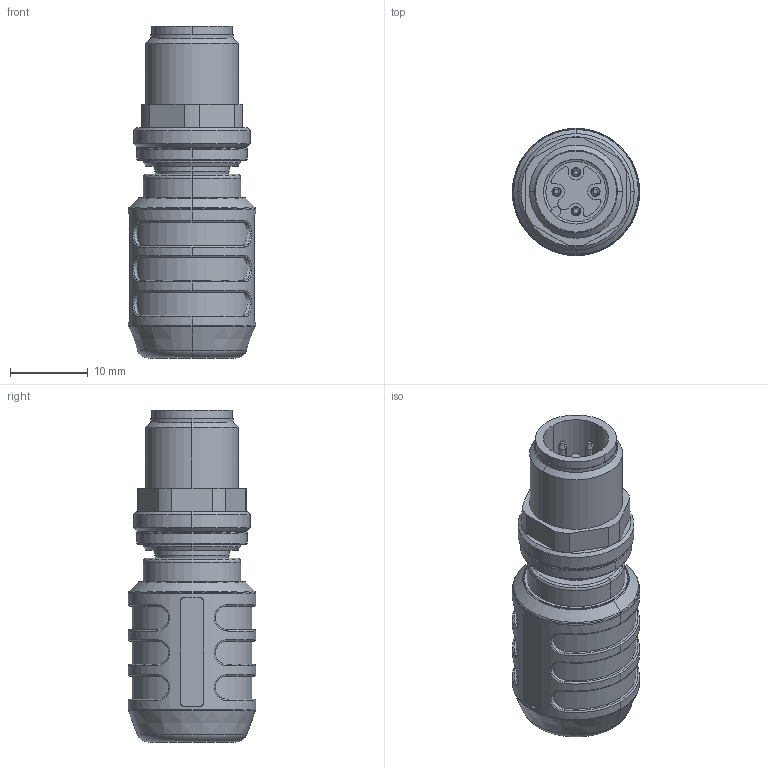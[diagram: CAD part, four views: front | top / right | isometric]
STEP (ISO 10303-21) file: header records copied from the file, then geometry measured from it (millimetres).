
FILE_DESCRIPTION((''),'2;1');
FILE_NAME('209638_ASM','2019-03-28T14:09:39',('pdmadmin'),('BANNER ENGINEERING'),'CREO PARAMETRIC BY PTC INC, 2018300','CREO PARAMETRIC BY PTC INC, 2018300','');
FILE_SCHEMA(('CONFIG_CONTROL_DESIGN'));
Length unit declared in the file: millimetre
Products named in the file (2): 806411; 209638_ASM
Assembly tree (1 placements, depth 2):
  209638_ASM
    806411
Bounding box: 16.4 x 16.4 x 42.8 mm (x, y, z)
Volume: 6268.9 mm3; surface area: 2952.4 mm2
Topology: 1 solids, 1 shells, 243 faces, 598 edges, 373 vertices
Faces by surface type: cylinder 88, torus 64, plane 57, cone 22, bspline 12
Entity records: 9411 total; most frequent: CARTESIAN_POINT 3430, DIRECTION 1369, ORIENTED_EDGE 1196, EDGE_CURVE 598, AXIS2_PLACEMENT_3D 589, VERTEX_POINT 373, CIRCLE 355, EDGE_LOOP 259
